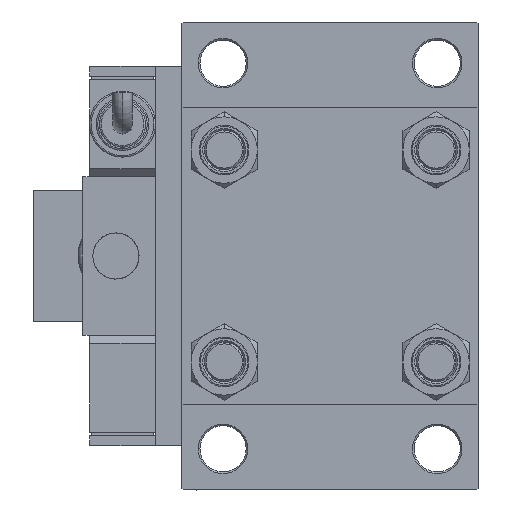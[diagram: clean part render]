
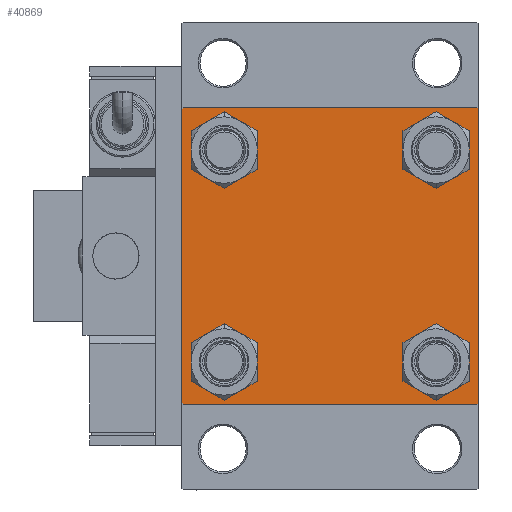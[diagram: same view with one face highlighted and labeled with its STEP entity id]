
A CAD part, left-side view. The second image highlights one B-rep face of the part: STEP entity #40869.
In plain terms, the highlighted planar face has unit normal (-1, 0, 0).
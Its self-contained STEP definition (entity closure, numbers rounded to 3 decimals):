
#1179 = CIRCLE ( 'NONE', #41198, 6.5 ) ;
#1507 = VERTEX_POINT ( 'NONE', #34739 ) ;
#1954 = EDGE_CURVE ( 'NONE', #35317, #35192, #48173, .T. ) ;
#2375 = CARTESIAN_POINT ( 'NONE',  ( 0., -32.15, 32.15 ) ) ;
#2494 = ORIENTED_EDGE ( 'NONE', *, *, #18746, .T. ) ;
#2784 = DIRECTION ( 'NONE',  ( 1., 0., 0. ) ) ;
#3281 = CARTESIAN_POINT ( 'NONE',  ( 0., -45., 45. ) ) ;
#3341 = CARTESIAN_POINT ( 'NONE',  ( 0., -32.15, -32.15 ) ) ;
#5325 = FACE_BOUND ( 'NONE', #52774, .T. ) ;
#5846 = VERTEX_POINT ( 'NONE', #22965 ) ;
#5951 = ORIENTED_EDGE ( 'NONE', *, *, #39550, .T. ) ;
#6142 = DIRECTION ( 'NONE',  ( 1., 0., 0. ) ) ;
#6842 = VERTEX_POINT ( 'NONE', #31956 ) ;
#7002 = VECTOR ( 'NONE', #40283, 1000. ) ;
#7104 = DIRECTION ( 'NONE',  ( 1., 0., 0. ) ) ;
#7219 = ORIENTED_EDGE ( 'NONE', *, *, #8582, .T. ) ;
#7373 = CARTESIAN_POINT ( 'NONE',  ( 0., -32.15, -32.15 ) ) ;
#7401 = AXIS2_PLACEMENT_3D ( 'NONE', #7373, #46693, #50320 ) ;
#7561 = AXIS2_PLACEMENT_3D ( 'NONE', #14506, #6142, #47986 ) ;
#8230 = CIRCLE ( 'NONE', #46517, 6.5 ) ;
#8582 = EDGE_CURVE ( 'NONE', #51336, #27614, #25121, .T. ) ;
#8878 = VERTEX_POINT ( 'NONE', #20974 ) ;
#8905 = VERTEX_POINT ( 'NONE', #41880 ) ;
#8962 = DIRECTION ( 'NONE',  ( -1., 0., 0. ) ) ;
#9002 = ORIENTED_EDGE ( 'NONE', *, *, #43170, .T. ) ;
#9204 = CARTESIAN_POINT ( 'NONE',  ( 0., 32.15, 32.15 ) ) ;
#9838 = CARTESIAN_POINT ( 'NONE',  ( 0., -32.15, -38.65 ) ) ;
#9869 = ORIENTED_EDGE ( 'NONE', *, *, #35603, .T. ) ;
#9968 = CARTESIAN_POINT ( 'NONE',  ( 0., 45., 45. ) ) ;
#12112 = ORIENTED_EDGE ( 'NONE', *, *, #1954, .T. ) ;
#12577 = DIRECTION ( 'NONE',  ( 0., -1., 0. ) ) ;
#14043 = VERTEX_POINT ( 'NONE', #14548 ) ;
#14506 = CARTESIAN_POINT ( 'NONE',  ( 0., 32.15, -32.15 ) ) ;
#14548 = CARTESIAN_POINT ( 'NONE',  ( 0., 44.5, -45. ) ) ;
#14615 = EDGE_LOOP ( 'NONE', ( #24899, #51848 ) ) ;
#14653 = CIRCLE ( 'NONE', #43161, 6.5 ) ;
#14766 = CARTESIAN_POINT ( 'NONE',  ( 0., -45., 44.5 ) ) ;
#15155 = VECTOR ( 'NONE', #53848, 1000. ) ;
#15246 = EDGE_CURVE ( 'NONE', #5846, #18513, #27448, .T. ) ;
#16077 = DIRECTION ( 'NONE',  ( 1., 0., 0. ) ) ;
#16151 = DIRECTION ( 'NONE',  ( 1., 0., 0. ) ) ;
#16576 = VERTEX_POINT ( 'NONE', #35968 ) ;
#17298 = DIRECTION ( 'NONE',  ( 0., 0., 1. ) ) ;
#17393 = LINE ( 'NONE', #26300, #36896 ) ;
#18415 = FACE_OUTER_BOUND ( 'NONE', #43082, .T. ) ;
#18511 = EDGE_LOOP ( 'NONE', ( #39563, #9869 ) ) ;
#18513 = VERTEX_POINT ( 'NONE', #29648 ) ;
#18746 = EDGE_CURVE ( 'NONE', #14043, #51336, #50790, .T. ) ;
#19447 = CARTESIAN_POINT ( 'NONE',  ( 0., 32.15, 32.15 ) ) ;
#19514 = CARTESIAN_POINT ( 'NONE',  ( 0., -32.15, 32.15 ) ) ;
#20005 = VERTEX_POINT ( 'NONE', #14766 ) ;
#20071 = DIRECTION ( 'NONE',  ( 0., 0., 1. ) ) ;
#20139 = EDGE_LOOP ( 'NONE', ( #48630, #21128 ) ) ;
#20974 = CARTESIAN_POINT ( 'NONE',  ( 0., -32.15, -25.65 ) ) ;
#21115 = LINE ( 'NONE', #50683, #46531 ) ;
#21128 = ORIENTED_EDGE ( 'NONE', *, *, #28612, .T. ) ;
#22319 = CARTESIAN_POINT ( 'NONE',  ( 0., 0., 0. ) ) ;
#22523 = DIRECTION ( 'NONE',  ( 0., -0.707, -0.707 ) ) ;
#22887 = VERTEX_POINT ( 'NONE', #38078 ) ;
#22965 = CARTESIAN_POINT ( 'NONE',  ( 0., 44.5, 45. ) ) ;
#23073 = AXIS2_PLACEMENT_3D ( 'NONE', #19447, #16077, #49832 ) ;
#23108 = AXIS2_PLACEMENT_3D ( 'NONE', #2375, #7104, #23842 ) ;
#23280 = CARTESIAN_POINT ( 'NONE',  ( 0., 45., 45. ) ) ;
#23842 = DIRECTION ( 'NONE',  ( 0., 0., 1. ) ) ;
#23981 = CARTESIAN_POINT ( 'NONE',  ( 0., 32.15, -32.15 ) ) ;
#24493 = CIRCLE ( 'NONE', #7561, 6.5 ) ;
#24899 = ORIENTED_EDGE ( 'NONE', *, *, #49640, .T. ) ;
#25121 = LINE ( 'NONE', #41844, #15155 ) ;
#26177 = LINE ( 'NONE', #39271, #31416 ) ;
#26300 = CARTESIAN_POINT ( 'NONE',  ( 0., 44.75, 44.75 ) ) ;
#26505 = PLANE ( 'NONE',  #28774 ) ;
#27448 = LINE ( 'NONE', #23280, #7002 ) ;
#27614 = VERTEX_POINT ( 'NONE', #46535 ) ;
#28146 = AXIS2_PLACEMENT_3D ( 'NONE', #3341, #54652, #20071 ) ;
#28612 = EDGE_CURVE ( 'NONE', #35720, #8905, #47130, .T. ) ;
#28774 = AXIS2_PLACEMENT_3D ( 'NONE', #22319, #8962, #51619 ) ;
#28902 = EDGE_CURVE ( 'NONE', #1507, #16576, #54763, .T. ) ;
#29256 = DIRECTION ( 'NONE',  ( 0., 0., 1. ) ) ;
#29648 = CARTESIAN_POINT ( 'NONE',  ( 0., -44.5, 45. ) ) ;
#30415 = FACE_BOUND ( 'NONE', #20139, .T. ) ;
#30651 = VERTEX_POINT ( 'NONE', #9838 ) ;
#30795 = ORIENTED_EDGE ( 'NONE', *, *, #15246, .F. ) ;
#31416 = VECTOR ( 'NONE', #22523, 1000. ) ;
#31928 = EDGE_CURVE ( 'NONE', #6842, #22887, #24493, .T. ) ;
#31956 = CARTESIAN_POINT ( 'NONE',  ( 0., 32.15, -25.65 ) ) ;
#33158 = DIRECTION ( 'NONE',  ( 0., 0., 1. ) ) ;
#33653 = CARTESIAN_POINT ( 'NONE',  ( 0., 45., -44.5 ) ) ;
#33963 = ORIENTED_EDGE ( 'NONE', *, *, #52192, .T. ) ;
#34173 = ORIENTED_EDGE ( 'NONE', *, *, #46605, .T. ) ;
#34605 = EDGE_CURVE ( 'NONE', #5846, #35317, #17393, .T. ) ;
#34739 = CARTESIAN_POINT ( 'NONE',  ( 0., -32.15, 25.65 ) ) ;
#34765 = CARTESIAN_POINT ( 'NONE',  ( 0., 45., 44.5 ) ) ;
#35192 = VERTEX_POINT ( 'NONE', #33653 ) ;
#35317 = VERTEX_POINT ( 'NONE', #34765 ) ;
#35413 = FACE_BOUND ( 'NONE', #18511, .T. ) ;
#35603 = EDGE_CURVE ( 'NONE', #22887, #6842, #8230, .T. ) ;
#35720 = VERTEX_POINT ( 'NONE', #39285 ) ;
#35968 = CARTESIAN_POINT ( 'NONE',  ( 0., -32.15, 38.65 ) ) ;
#36896 = VECTOR ( 'NONE', #43303, 1000. ) ;
#37943 = CARTESIAN_POINT ( 'NONE',  ( 0., 45., -45. ) ) ;
#38078 = CARTESIAN_POINT ( 'NONE',  ( 0., 32.15, -38.65 ) ) ;
#39271 = CARTESIAN_POINT ( 'NONE',  ( 0., 44.75, -44.75 ) ) ;
#39285 = CARTESIAN_POINT ( 'NONE',  ( 0., 32.15, 25.65 ) ) ;
#39550 = EDGE_CURVE ( 'NONE', #35192, #14043, #26177, .T. ) ;
#39563 = ORIENTED_EDGE ( 'NONE', *, *, #31928, .T. ) ;
#39801 = DIRECTION ( 'NONE',  ( 0., 0., -1. ) ) ;
#40283 = DIRECTION ( 'NONE',  ( 0., -1., 0. ) ) ;
#40869 = ADVANCED_FACE ( 'NONE', ( #47158, #5325, #35413, #30415, #18415 ), #26505, .T. ) ;
#41198 = AXIS2_PLACEMENT_3D ( 'NONE', #9204, #43488, #17298 ) ;
#41761 = LINE ( 'NONE', #3281, #50125 ) ;
#41844 = CARTESIAN_POINT ( 'NONE',  ( 0., -44.75, -44.75 ) ) ;
#41880 = CARTESIAN_POINT ( 'NONE',  ( 0., 32.15, 38.65 ) ) ;
#43082 = EDGE_LOOP ( 'NONE', ( #12112, #5951, #2494, #7219, #50690, #9002, #30795, #47541 ) ) ;
#43161 = AXIS2_PLACEMENT_3D ( 'NONE', #19514, #16151, #33158 ) ;
#43170 = EDGE_CURVE ( 'NONE', #20005, #18513, #21115, .T. ) ;
#43303 = DIRECTION ( 'NONE',  ( 0., 0.707, -0.707 ) ) ;
#43488 = DIRECTION ( 'NONE',  ( 1., 0., 0. ) ) ;
#45663 = DIRECTION ( 'NONE',  ( 0., 0., -1. ) ) ;
#45748 = VECTOR ( 'NONE', #39801, 1000. ) ;
#45940 = EDGE_CURVE ( 'NONE', #8905, #35720, #1179, .T. ) ;
#46320 = EDGE_CURVE ( 'NONE', #20005, #27614, #41761, .T. ) ;
#46517 = AXIS2_PLACEMENT_3D ( 'NONE', #23981, #2784, #29256 ) ;
#46531 = VECTOR ( 'NONE', #50396, 1000. ) ;
#46535 = CARTESIAN_POINT ( 'NONE',  ( 0., -45., -44.5 ) ) ;
#46605 = EDGE_CURVE ( 'NONE', #8878, #30651, #49287, .T. ) ;
#46693 = DIRECTION ( 'NONE',  ( 1., 0., 0. ) ) ;
#47130 = CIRCLE ( 'NONE', #23073, 6.5 ) ;
#47158 = FACE_BOUND ( 'NONE', #14615, .T. ) ;
#47541 = ORIENTED_EDGE ( 'NONE', *, *, #34605, .T. ) ;
#47582 = CARTESIAN_POINT ( 'NONE',  ( 0., -44.5, -45. ) ) ;
#47986 = DIRECTION ( 'NONE',  ( 0., 0., 1. ) ) ;
#48173 = LINE ( 'NONE', #9968, #45748 ) ;
#48263 = VECTOR ( 'NONE', #12577, 1000. ) ;
#48630 = ORIENTED_EDGE ( 'NONE', *, *, #45940, .T. ) ;
#49287 = CIRCLE ( 'NONE', #7401, 6.5 ) ;
#49640 = EDGE_CURVE ( 'NONE', #16576, #1507, #14653, .T. ) ;
#49832 = DIRECTION ( 'NONE',  ( 0., 0., 1. ) ) ;
#50125 = VECTOR ( 'NONE', #45663, 1000. ) ;
#50320 = DIRECTION ( 'NONE',  ( 0., 0., 1. ) ) ;
#50396 = DIRECTION ( 'NONE',  ( 0., 0.707, 0.707 ) ) ;
#50462 = CIRCLE ( 'NONE', #28146, 6.5 ) ;
#50683 = CARTESIAN_POINT ( 'NONE',  ( 0., -44.75, 44.75 ) ) ;
#50690 = ORIENTED_EDGE ( 'NONE', *, *, #46320, .F. ) ;
#50790 = LINE ( 'NONE', #37943, #48263 ) ;
#51336 = VERTEX_POINT ( 'NONE', #47582 ) ;
#51619 = DIRECTION ( 'NONE',  ( 0., 0., 1. ) ) ;
#51848 = ORIENTED_EDGE ( 'NONE', *, *, #28902, .T. ) ;
#52192 = EDGE_CURVE ( 'NONE', #30651, #8878, #50462, .T. ) ;
#52774 = EDGE_LOOP ( 'NONE', ( #34173, #33963 ) ) ;
#53848 = DIRECTION ( 'NONE',  ( 0., -0.707, 0.707 ) ) ;
#54652 = DIRECTION ( 'NONE',  ( 1., 0., 0. ) ) ;
#54763 = CIRCLE ( 'NONE', #23108, 6.5 ) ;
